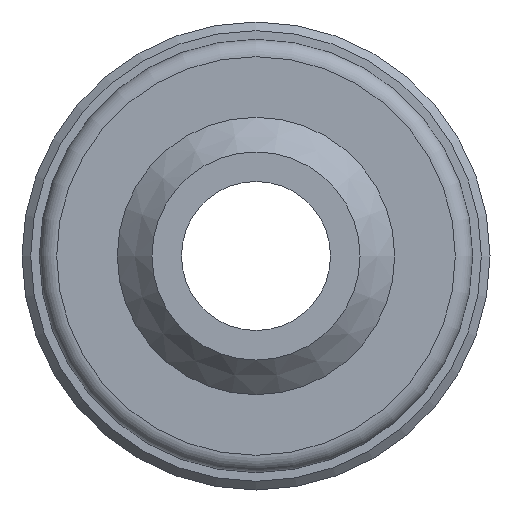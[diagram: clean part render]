
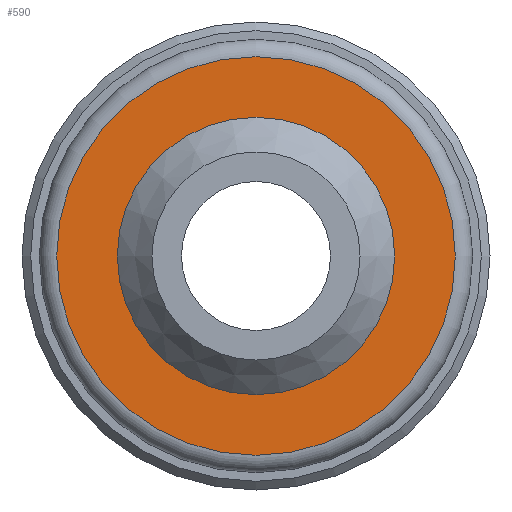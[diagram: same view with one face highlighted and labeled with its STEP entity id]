
A CAD part, front view. The second image highlights one B-rep face of the part: STEP entity #590.
In plain terms, the highlighted planar face has unit normal (0, -1, 0).
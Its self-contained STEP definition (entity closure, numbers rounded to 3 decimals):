
#84=PLANE('',#654);
#115=FACE_BOUND('',#200,.T.);
#144=FACE_OUTER_BOUND('',#199,.T.);
#199=EDGE_LOOP('',(#449));
#200=EDGE_LOOP('',(#450));
#255=CIRCLE('',#640,4.);
#262=CIRCLE('',#655,5.75);
#301=VERTEX_POINT('',#948);
#314=VERTEX_POINT('',#982);
#353=EDGE_CURVE('',#301,#301,#255,.T.);
#366=EDGE_CURVE('',#314,#314,#262,.T.);
#449=ORIENTED_EDGE('',*,*,#366,.F.);
#450=ORIENTED_EDGE('',*,*,#353,.F.);
#590=ADVANCED_FACE('',(#144,#115),#84,.T.);
#640=AXIS2_PLACEMENT_3D('',#949,#750,#751);
#654=AXIS2_PLACEMENT_3D('',#981,#784,#785);
#655=AXIS2_PLACEMENT_3D('',#983,#786,#787);
#750=DIRECTION('center_axis',(0.,-1.,0.));
#751=DIRECTION('ref_axis',(-1.,0.,0.));
#784=DIRECTION('center_axis',(0.,-1.,0.));
#785=DIRECTION('ref_axis',(0.,0.,-1.));
#786=DIRECTION('center_axis',(0.,1.,0.));
#787=DIRECTION('ref_axis',(1.,0.,0.));
#948=CARTESIAN_POINT('',(0.,-18.5,4.));
#949=CARTESIAN_POINT('Origin',(0.,-18.5,0.));
#981=CARTESIAN_POINT('Origin',(0.,-18.5,5.75));
#982=CARTESIAN_POINT('',(0.,-18.5,5.75));
#983=CARTESIAN_POINT('Origin',(0.,-18.5,0.));
